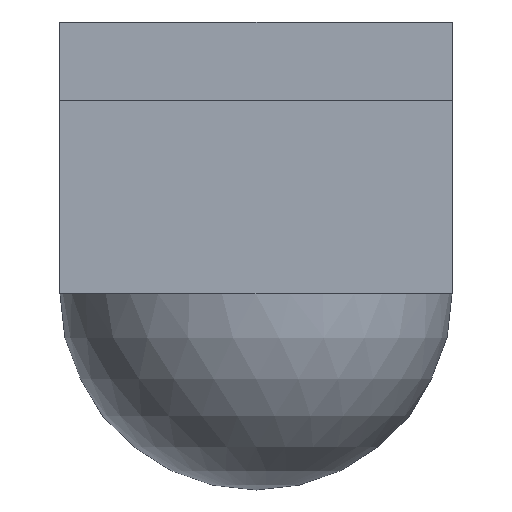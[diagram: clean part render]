
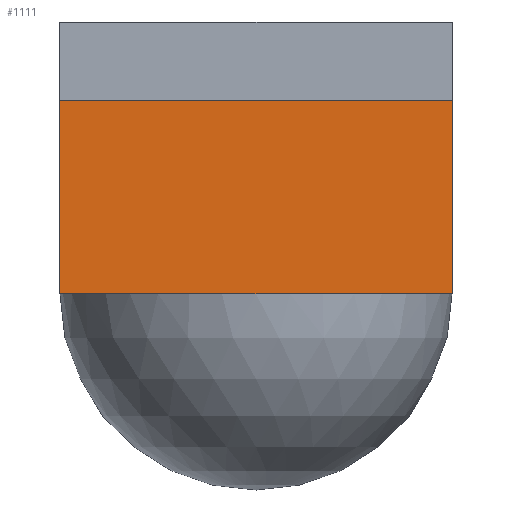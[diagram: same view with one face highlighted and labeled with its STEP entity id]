
A CAD part, left-side view. The second image highlights one B-rep face of the part: STEP entity #1111.
In plain terms, the highlighted planar face has unit normal (-1, 0, 0).
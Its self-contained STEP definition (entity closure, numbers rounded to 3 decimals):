
#1060 = VERTEX_POINT('',#1061);
#1061 = CARTESIAN_POINT('',(-0.803,0.807,
    0.));
#1070 = VERTEX_POINT('',#1071);
#1071 = CARTESIAN_POINT('',(-0.803,0.807,-0.8));
#1077 = EDGE_CURVE('',#1060,#1070,#1078,.T.);
#1078 = LINE('',#1079,#1080);
#1079 = CARTESIAN_POINT('',(-0.803,0.807,
    0.));
#1080 = VECTOR('',#1081,1.);
#1081 = DIRECTION('',(0.,0.,-1.));
#1091 = EDGE_CURVE('',#1092,#1070,#1094,.T.);
#1092 = VERTEX_POINT('',#1093);
#1093 = CARTESIAN_POINT('',(-0.803,0.007,-0.8));
#1094 = LINE('',#1095,#1096);
#1095 = CARTESIAN_POINT('',(-0.803,0.007,-0.8));
#1096 = VECTOR('',#1097,1.);
#1097 = DIRECTION('',(0.,1.,0.));
#1111 = ADVANCED_FACE('',(#1112),#1138,.T.);
#1112 = FACE_BOUND('',#1113,.T.);
#1113 = EDGE_LOOP('',(#1114,#1122,#1123,#1124,#1132));
#1114 = ORIENTED_EDGE('',*,*,#1115,.F.);
#1115 = EDGE_CURVE('',#1060,#1116,#1118,.T.);
#1116 = VERTEX_POINT('',#1117);
#1117 = CARTESIAN_POINT('',(-0.803,-0.793,
    0.));
#1118 = LINE('',#1119,#1120);
#1119 = CARTESIAN_POINT('',(-0.803,-0.393,
    0.));
#1120 = VECTOR('',#1121,1.);
#1121 = DIRECTION('',(0.,-1.,0.));
#1122 = ORIENTED_EDGE('',*,*,#1077,.T.);
#1123 = ORIENTED_EDGE('',*,*,#1091,.F.);
#1124 = ORIENTED_EDGE('',*,*,#1125,.F.);
#1125 = EDGE_CURVE('',#1126,#1092,#1128,.T.);
#1126 = VERTEX_POINT('',#1127);
#1127 = CARTESIAN_POINT('',(-0.803,-0.793,-0.8));
#1128 = LINE('',#1129,#1130);
#1129 = CARTESIAN_POINT('',(-0.803,-0.393,-0.8));
#1130 = VECTOR('',#1131,1.);
#1131 = DIRECTION('',(0.,1.,0.));
#1132 = ORIENTED_EDGE('',*,*,#1133,.F.);
#1133 = EDGE_CURVE('',#1116,#1126,#1134,.T.);
#1134 = LINE('',#1135,#1136);
#1135 = CARTESIAN_POINT('',(-0.803,-0.793,
    0.));
#1136 = VECTOR('',#1137,1.);
#1137 = DIRECTION('',(0.,0.,-1.));
#1138 = PLANE('',#1139);
#1139 = AXIS2_PLACEMENT_3D('',#1140,#1141,#1142);
#1140 = CARTESIAN_POINT('',(-0.803,-0.793,
    0.));
#1141 = DIRECTION('',(-1.,0.,0.));
#1142 = DIRECTION('',(0.,1.,0.));
